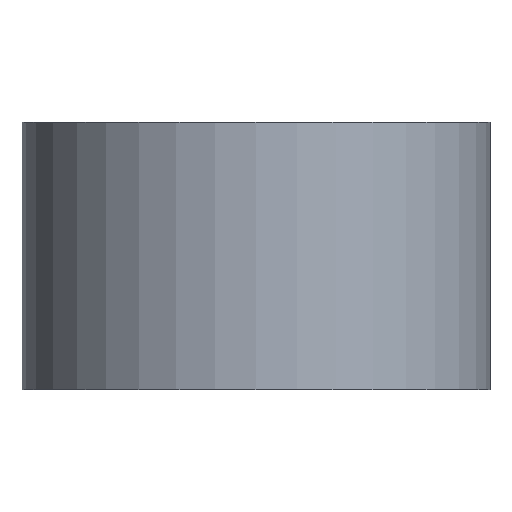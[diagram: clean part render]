
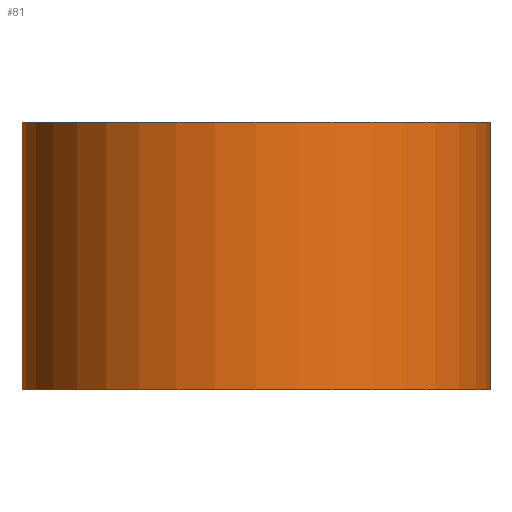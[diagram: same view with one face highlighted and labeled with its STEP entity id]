
A CAD part, front view. The second image highlights one B-rep face of the part: STEP entity #81.
In plain terms, the highlighted cylindrical face has radius 14 mm (diameter 28 mm), a full revolution.
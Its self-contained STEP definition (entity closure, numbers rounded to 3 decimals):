
#81 = ADVANCED_FACE( '', ( #101, #102 ), #103, .T. );
#101 = FACE_OUTER_BOUND( '', #122, .T. );
#102 = FACE_OUTER_BOUND( '', #123, .T. );
#103 = CYLINDRICAL_SURFACE( '', #124, 14. );
#122 = EDGE_LOOP( '', ( #155 ) );
#123 = EDGE_LOOP( '', ( #156 ) );
#124 = AXIS2_PLACEMENT_3D( '', #157, #158, #159 );
#155 = ORIENTED_EDGE( '', *, *, #166, .T. );
#156 = ORIENTED_EDGE( '', *, *, #160, .F. );
#157 = CARTESIAN_POINT( '', ( 0., 0., 12. ) );
#158 = DIRECTION( '', ( 0., 0., 1. ) );
#159 = DIRECTION( '', ( -1., 0., 0. ) );
#160 = EDGE_CURVE( '', #167, #167, #168, .T. );
#166 = EDGE_CURVE( '', #179, #179, #180, .T. );
#167 = VERTEX_POINT( '', #181 );
#168 = CIRCLE( '', #182, 14. );
#179 = VERTEX_POINT( '', #193 );
#180 = CIRCLE( '', #194, 14. );
#181 = CARTESIAN_POINT( '', ( 14., 0., -4. ) );
#182 = AXIS2_PLACEMENT_3D( '', #195, #196, #197 );
#193 = CARTESIAN_POINT( '', ( 14., 0., 12. ) );
#194 = AXIS2_PLACEMENT_3D( '', #213, #214, #215 );
#195 = CARTESIAN_POINT( '', ( 0., 0., -4. ) );
#196 = DIRECTION( '', ( 0., 0., -1. ) );
#197 = DIRECTION( '', ( 1., 0., 0. ) );
#213 = CARTESIAN_POINT( '', ( 0., 0., 12. ) );
#214 = DIRECTION( '', ( 0., 0., -1. ) );
#215 = DIRECTION( '', ( 1., 0., 0. ) );
